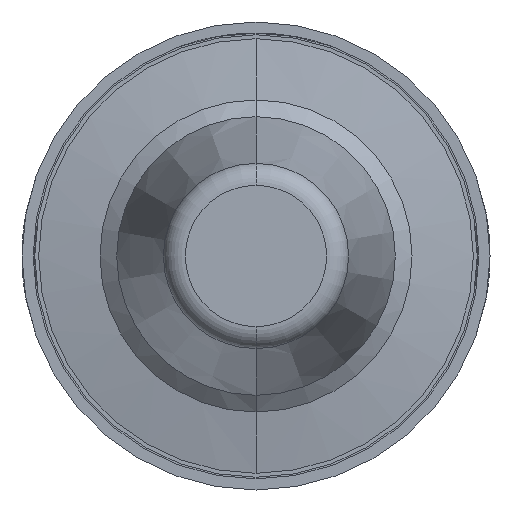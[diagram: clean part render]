
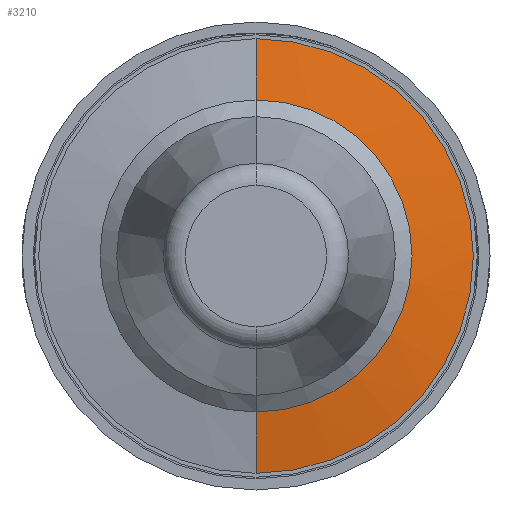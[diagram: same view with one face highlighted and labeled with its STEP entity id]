
A CAD part, front view. The second image highlights one B-rep face of the part: STEP entity #3210.
In plain terms, the highlighted conical face has half-angle 80.134 degrees and reference radius 0.8 mm.
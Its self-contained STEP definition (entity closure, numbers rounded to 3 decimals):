
#154 = AXIS2_PLACEMENT_3D ( 'NONE', #3747, #2441, #4204 ) ;
#671 = CARTESIAN_POINT ( 'NONE',  ( 0., -29.9, -0.8 ) ) ;
#718 = EDGE_LOOP ( 'NONE', ( #3673, #3176, #2397, #2221 ) ) ;
#727 = FACE_OUTER_BOUND ( 'NONE', #718, .T. ) ;
#1354 = CARTESIAN_POINT ( 'NONE',  ( 0., -29.7, 1.95 ) ) ;
#1495 = DIRECTION ( 'NONE',  ( 0., 1., 0. ) ) ;
#1908 = CARTESIAN_POINT ( 'NONE',  ( 0., -29.9, 0. ) ) ;
#2058 = EDGE_CURVE ( 'Defeature ausgef�hrt1_21+Defeature ausgef�hrt1_20+Defeature ausgef�hrt1_20+Defeature ausgef�hrt1_20', #4801, #3332, #3848, .T. ) ;
#2069 = CARTESIAN_POINT ( 'NONE',  ( 0., -29.7, 0. ) ) ;
#2091 = DIRECTION ( 'NONE',  ( 0., 0., 1. ) ) ;
#2095 = VECTOR ( 'NONE', #3587, 1000. ) ;
#2221 = ORIENTED_EDGE ( 'NONE', *, *, #5641, .F. ) ;
#2397 = ORIENTED_EDGE ( 'NONE', *, *, #2058, .F. ) ;
#2441 = DIRECTION ( 'NONE',  ( 0., 1., 0. ) ) ;
#2530 = LINE ( 'NONE', #671, #4105 ) ;
#2546 = EDGE_CURVE ( 'NONE', #5029, #3332, #2530, .T. ) ;
#2864 = VERTEX_POINT ( 'NONE', #4134 ) ;
#3176 = ORIENTED_EDGE ( 'NONE', *, *, #2546, .T. ) ;
#3210 = ADVANCED_FACE ( 'Defeature ausgef�hrt1_20', ( #727 ), #3839, .T. ) ;
#3266 = LINE ( 'NONE', #5331, #2095 ) ;
#3332 = VERTEX_POINT ( 'NONE', #3985 ) ;
#3587 = DIRECTION ( 'NONE',  ( 0., 0.171, 0.985 ) ) ;
#3673 = ORIENTED_EDGE ( 'NONE', *, *, #4347, .T. ) ;
#3724 = DIRECTION ( 'NONE',  ( 0., 0., 1. ) ) ;
#3747 = CARTESIAN_POINT ( 'NONE',  ( 0., -29.886, 0. ) ) ;
#3791 = DIRECTION ( 'NONE',  ( 0., 1., 0. ) ) ;
#3839 = CONICAL_SURFACE ( 'NONE', #4535, 0.8, 1.399 ) ;
#3848 = CIRCLE ( 'NONE', #4979, 1.95 ) ;
#3985 = CARTESIAN_POINT ( 'NONE',  ( 0., -29.7, -1.95 ) ) ;
#4105 = VECTOR ( 'NONE', #4223, 1000. ) ;
#4134 = CARTESIAN_POINT ( 'NONE',  ( 0., -29.886, 0.883 ) ) ;
#4166 = CIRCLE ( 'NONE', #154, 0.883 ) ;
#4204 = DIRECTION ( 'NONE',  ( 0., 0., 1. ) ) ;
#4223 = DIRECTION ( 'NONE',  ( 0., 0.171, -0.985 ) ) ;
#4347 = EDGE_CURVE ( 'Defeature ausgef�hrt1_20+Defeature ausgef�hrt1_24+Defeature ausgef�hrt1_24+Defeature ausgef�hrt1_24', #2864, #5029, #4166, .T. ) ;
#4535 = AXIS2_PLACEMENT_3D ( 'NONE', #1908, #1495, #3724 ) ;
#4801 = VERTEX_POINT ( 'NONE', #1354 ) ;
#4979 = AXIS2_PLACEMENT_3D ( 'NONE', #2069, #3791, #2091 ) ;
#5029 = VERTEX_POINT ( 'NONE', #5607 ) ;
#5331 = CARTESIAN_POINT ( 'NONE',  ( 0., -29.9, 0.8 ) ) ;
#5607 = CARTESIAN_POINT ( 'NONE',  ( 0., -29.886, -0.883 ) ) ;
#5641 = EDGE_CURVE ( 'NONE', #2864, #4801, #3266, .T. ) ;
